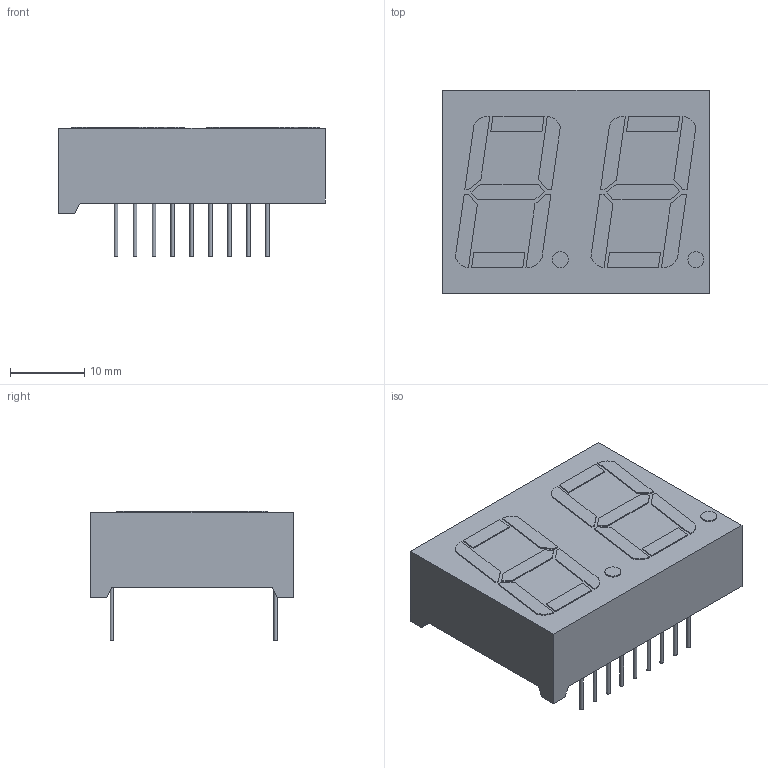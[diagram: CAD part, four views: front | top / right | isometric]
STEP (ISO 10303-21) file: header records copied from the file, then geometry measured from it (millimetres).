
FILE_DESCRIPTION(/* description */ ('FreeCAD Model'),/* implementation_level */ '2;1');
FILE_NAME(/* name */ '2DIGIT_CUSTOM_SCALED.stp',/* time_stamp */ '2024-08-25T20:55:43+02:00',/* author */ ('MenMe'),/* organization */ (''),/* preprocessor_version */ 'ST-DEVELOPER v19.2',/* originating_system */ 'Autodesk Inventor 2024',/* authorisation */ 'Unknown');
FILE_SCHEMA (('AUTOMOTIVE_DESIGN { 1 0 10303 214 3 1 1 }'));
Length unit declared in the file: millimetre
Products named in the file (1): 2DIGIT_CUSTOM_SCALED
Bounding box: 35.8 x 27.24 x 17.39 mm (x, y, z)
Volume: 9862.6 mm3; surface area: 3486.9 mm2
Topology: 1 solids, 1 shells, 150 faces, 354 edges, 231 vertices
Faces by surface type: plane 116, cylinder 34
Full cylindrical faces by diameter (mm): 0.5 x18, 0.731 x5, 2.15 x2
Entity records: 4522 total; most frequent: DIRECTION 755, CARTESIAN_POINT 753, ORIENTED_EDGE 720, EDGE_CURVE 360, LINE 267, VECTOR 267, AXIS2_PLACEMENT_3D 244, VERTEX_POINT 242
